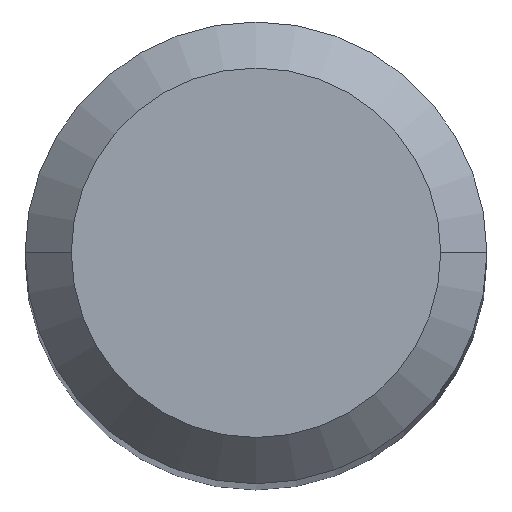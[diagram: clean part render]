
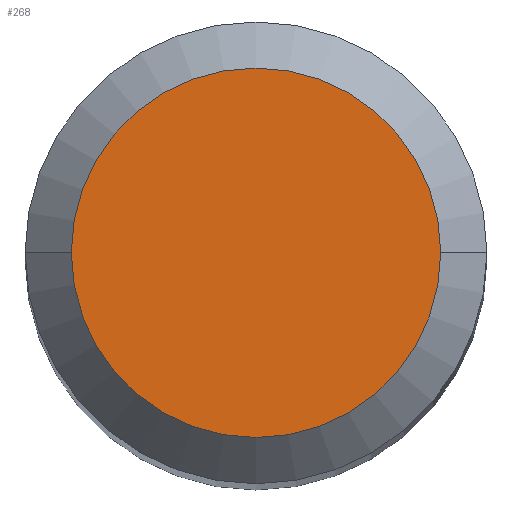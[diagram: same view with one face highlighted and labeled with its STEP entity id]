
A CAD part, top view. The second image highlights one B-rep face of the part: STEP entity #268.
In plain terms, the highlighted planar face has unit normal (0, 0, 1).
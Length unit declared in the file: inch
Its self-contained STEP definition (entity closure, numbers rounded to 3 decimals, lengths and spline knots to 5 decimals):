
#69 = EDGE_CURVE ( 'NONE', #470, #168, #404, .T. ) ;
#95 = CARTESIAN_POINT ( 'NONE',  ( 0., 0., 0. ) ) ;
#98 = DIRECTION ( 'NONE',  ( 0., 0., -1. ) ) ;
#116 = AXIS2_PLACEMENT_3D ( 'NONE', #347, #385, #159 ) ;
#118 = AXIS2_PLACEMENT_3D ( 'NONE', #95, #182, #283 ) ;
#133 = PLANE ( 'NONE',  #242 ) ;
#134 = EDGE_LOOP ( 'NONE', ( #483, #355 ) ) ;
#159 = DIRECTION ( 'NONE',  ( 1., 0., 0. ) ) ;
#168 = VERTEX_POINT ( 'NONE', #303 ) ;
#171 = CARTESIAN_POINT ( 'NONE',  ( 0., 0., 0. ) ) ;
#182 = DIRECTION ( 'NONE',  ( 0., 0., 1. ) ) ;
#242 = AXIS2_PLACEMENT_3D ( 'NONE', #171, #98, #329 ) ;
#268 = ADVANCED_FACE ( 'NONE', ( #289 ), #133, .F. ) ;
#283 = DIRECTION ( 'NONE',  ( 1., 0., 0. ) ) ;
#289 = FACE_OUTER_BOUND ( 'NONE', #134, .T. ) ;
#303 = CARTESIAN_POINT ( 'NONE',  ( 0.04724, 0., 0. ) ) ;
#329 = DIRECTION ( 'NONE',  ( -1., 0., 0. ) ) ;
#347 = CARTESIAN_POINT ( 'NONE',  ( 0., 0., 0. ) ) ;
#351 = EDGE_CURVE ( 'NONE', #168, #470, #465, .T. ) ;
#355 = ORIENTED_EDGE ( 'NONE', *, *, #351, .T. ) ;
#385 = DIRECTION ( 'NONE',  ( 0., 0., 1. ) ) ;
#396 = CARTESIAN_POINT ( 'NONE',  ( -0.04724, 0., 0. ) ) ;
#404 = CIRCLE ( 'NONE', #116, 0.04724 ) ;
#465 = CIRCLE ( 'NONE', #118, 0.04724 ) ;
#470 = VERTEX_POINT ( 'NONE', #396 ) ;
#483 = ORIENTED_EDGE ( 'NONE', *, *, #69, .T. ) ;
